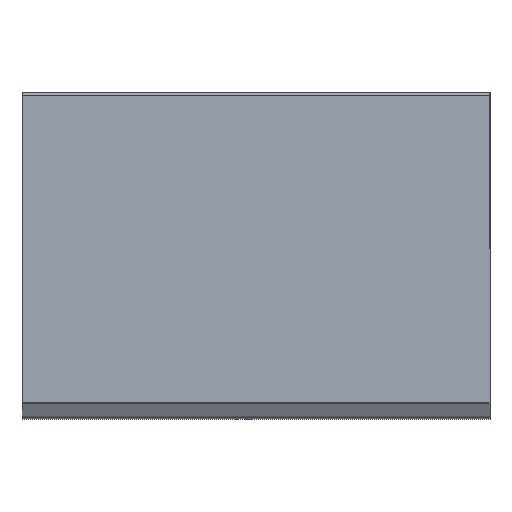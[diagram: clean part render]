
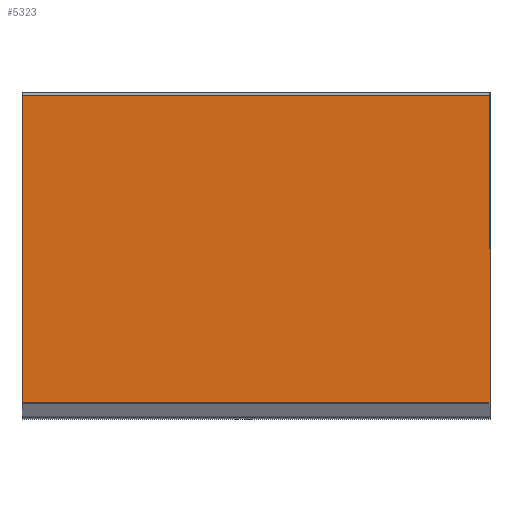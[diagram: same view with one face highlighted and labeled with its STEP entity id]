
A CAD part, top view. The second image highlights one B-rep face of the part: STEP entity #5323.
In plain terms, the highlighted planar face has unit normal (0, 0, 1).
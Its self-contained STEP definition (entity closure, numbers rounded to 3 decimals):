
#54 = VECTOR ( 'NONE', #78, 1000. ) ;
#78 = DIRECTION ( 'NONE',  ( -1., 0., 0. ) ) ;
#330 = VECTOR ( 'NONE', #1322, 1000. ) ;
#467 = CARTESIAN_POINT ( 'NONE',  ( -303., -199.598, 1.2 ) ) ;
#572 = CARTESIAN_POINT ( 'NONE',  ( -303., -200.1, 1.2 ) ) ;
#834 = CARTESIAN_POINT ( 'NONE',  ( 303., -200.1, 1.2 ) ) ;
#954 = CARTESIAN_POINT ( 'NONE',  ( 303., 198.225, 1.2 ) ) ;
#1172 = ORIENTED_EDGE ( 'NONE', *, *, #5703, .T. ) ;
#1177 = FACE_OUTER_BOUND ( 'NONE', #4641, .T. ) ;
#1211 = CARTESIAN_POINT ( 'NONE',  ( 303., -199.598, 1.2 ) ) ;
#1226 = VERTEX_POINT ( 'NONE', #3787 ) ;
#1322 = DIRECTION ( 'NONE',  ( 1., 0., 0. ) ) ;
#1564 = EDGE_CURVE ( 'NONE', #1226, #4844, #4403, .T. ) ;
#1633 = CARTESIAN_POINT ( 'NONE',  ( -303., 198.225, 1.2 ) ) ;
#1806 = LINE ( 'NONE', #834, #4805 ) ;
#1820 = LINE ( 'NONE', #572, #5382 ) ;
#2138 = VERTEX_POINT ( 'NONE', #4313 ) ;
#2239 = ORIENTED_EDGE ( 'NONE', *, *, #2379, .T. ) ;
#2379 = EDGE_CURVE ( 'NONE', #4844, #2138, #1820, .T. ) ;
#2441 = CARTESIAN_POINT ( 'NONE',  ( 303., 200.1, 1.2 ) ) ;
#2603 = VERTEX_POINT ( 'NONE', #1211 ) ;
#2901 = PLANE ( 'NONE',  #5511 ) ;
#3314 = ORIENTED_EDGE ( 'NONE', *, *, #4975, .T. ) ;
#3787 = CARTESIAN_POINT ( 'NONE',  ( 303., 198.225, 1.2 ) ) ;
#4024 = LINE ( 'NONE', #467, #330 ) ;
#4196 = DIRECTION ( 'NONE',  ( 0., 0., -1. ) ) ;
#4313 = CARTESIAN_POINT ( 'NONE',  ( -303., -199.598, 1.2 ) ) ;
#4403 = LINE ( 'NONE', #954, #54 ) ;
#4537 = DIRECTION ( 'NONE',  ( 0., -1., 0. ) ) ;
#4623 = ORIENTED_EDGE ( 'NONE', *, *, #1564, .T. ) ;
#4641 = EDGE_LOOP ( 'NONE', ( #4623, #2239, #1172, #3314 ) ) ;
#4805 = VECTOR ( 'NONE', #4840, 1000. ) ;
#4840 = DIRECTION ( 'NONE',  ( 0., 1., 0. ) ) ;
#4844 = VERTEX_POINT ( 'NONE', #1633 ) ;
#4975 = EDGE_CURVE ( 'NONE', #2603, #1226, #1806, .T. ) ;
#5097 = DIRECTION ( 'NONE',  ( -1., 0., 0. ) ) ;
#5323 = ADVANCED_FACE ( 'NONE', ( #1177 ), #2901, .F. ) ;
#5382 = VECTOR ( 'NONE', #4537, 1000. ) ;
#5511 = AXIS2_PLACEMENT_3D ( 'NONE', #2441, #4196, #5097 ) ;
#5703 = EDGE_CURVE ( 'NONE', #2138, #2603, #4024, .T. ) ;
